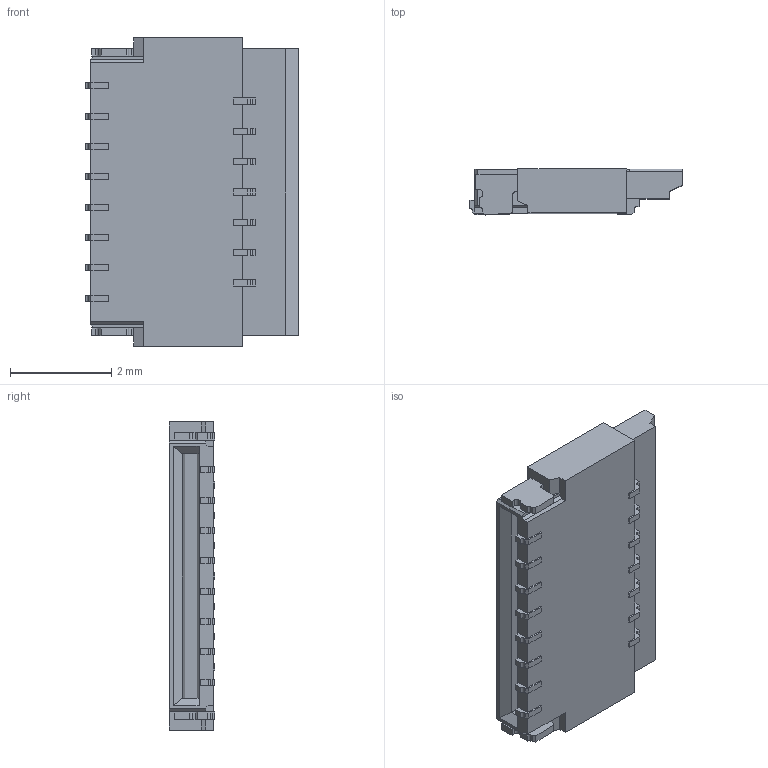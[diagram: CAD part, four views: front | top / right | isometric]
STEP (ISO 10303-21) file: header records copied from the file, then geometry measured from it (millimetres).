
FILE_DESCRIPTION(('CoCreate Modeling STEP Export'),'2;1');
FILE_NAME('FH35-15S-03SHW.stp','2012-09-10T18:17:18',(''),(''),'CoCreate Modeling STEP processor for AP214 (Solid Model)','CoCreate Modeling 17.0 01-Apr-2010 (C) Parametric Technology GmbH','');
FILE_SCHEMA(('AUTOMOTIVE_DESIGN { 1 0 10303 214 1 1 1 1 }'));
Length unit declared in the file: millimetre
Products named in the file (1): FH35-15S-03SHW
Bounding box: 4.2 x 0.9 x 6.1 mm (x, y, z)
Volume: 15 mm3; surface area: 95.4 mm2
Topology: 1 solids, 1 shells, 351 faces, 1096 edges, 728 vertices
Faces by surface type: plane 304, cylinder 47
Entity records: 11840 total; most frequent: ORIENTED_EDGE 2192, CARTESIAN_POINT 2116, DIRECTION 1832, EDGE_CURVE 1096, VECTOR 944, LINE 944, VERTEX_POINT 728, AXIS2_PLACEMENT_3D 444
